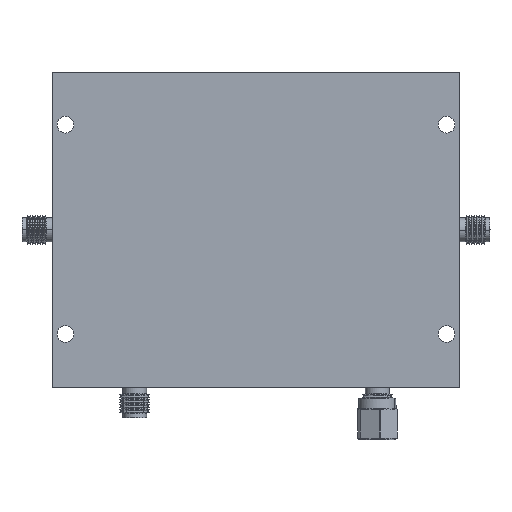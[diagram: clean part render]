
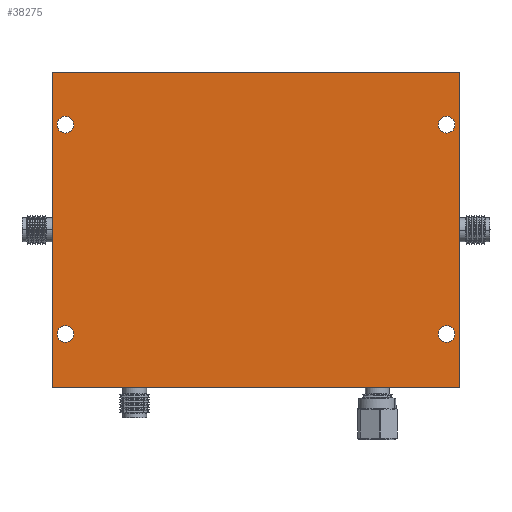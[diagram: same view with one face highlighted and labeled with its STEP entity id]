
A CAD part, front view. The second image highlights one B-rep face of the part: STEP entity #38275.
In plain terms, the highlighted planar face has unit normal (0, -1, 0).
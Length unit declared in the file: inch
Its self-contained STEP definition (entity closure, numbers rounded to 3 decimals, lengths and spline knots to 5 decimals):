
#599 = DIRECTION ( 'NONE',  ( 0., 1., 0. ) ) ;
#1781 = VERTEX_POINT ( 'NONE', #22739 ) ;
#4497 = DIRECTION ( 'NONE',  ( 0., 1., 0. ) ) ;
#4530 = ORIENTED_EDGE ( 'NONE', *, *, #39444, .F. ) ;
#5290 = AXIS2_PLACEMENT_3D ( 'NONE', #13218, #37763, #5886 ) ;
#5617 = CARTESIAN_POINT ( 'NONE',  ( -1.594, 0., 0.95 ) ) ;
#5886 = DIRECTION ( 'NONE',  ( 0., 0., 1. ) ) ;
#6122 = CIRCLE ( 'NONE', #40264, 0.07 ) ;
#6133 = CARTESIAN_POINT ( 'NONE',  ( 1.594, 0., -0.87 ) ) ;
#6224 = CARTESIAN_POINT ( 'NONE',  ( 1.594, 0., -0.94 ) ) ;
#6498 = CARTESIAN_POINT ( 'NONE',  ( -1.594, 0., -0.8 ) ) ;
#6768 = ORIENTED_EDGE ( 'NONE', *, *, #8576, .T. ) ;
#6786 = CARTESIAN_POINT ( 'NONE',  ( -1.594, 0., -0.87 ) ) ;
#6877 = AXIS2_PLACEMENT_3D ( 'NONE', #10565, #17380, #16915 ) ;
#7025 = DIRECTION ( 'NONE',  ( 0., 0., 1. ) ) ;
#7124 = VERTEX_POINT ( 'NONE', #30277 ) ;
#7372 = CARTESIAN_POINT ( 'NONE',  ( -1.705, 0., 1.32 ) ) ;
#7382 = ORIENTED_EDGE ( 'NONE', *, *, #19397, .T. ) ;
#8173 = CARTESIAN_POINT ( 'NONE',  ( -1.705, 0., 1.32 ) ) ;
#8576 = EDGE_CURVE ( 'NONE', #30471, #7124, #44545, .T. ) ;
#8782 = CIRCLE ( 'NONE', #11027, 0.07 ) ;
#8889 = ORIENTED_EDGE ( 'NONE', *, *, #21826, .F. ) ;
#9843 = VERTEX_POINT ( 'NONE', #26991 ) ;
#10565 = CARTESIAN_POINT ( 'NONE',  ( 1.594, 0., 0.88 ) ) ;
#11027 = AXIS2_PLACEMENT_3D ( 'NONE', #6133, #20061, #16624 ) ;
#12217 = EDGE_CURVE ( 'NONE', #30575, #20868, #8782, .T. ) ;
#12469 = DIRECTION ( 'NONE',  ( 0., 0., -1. ) ) ;
#13218 = CARTESIAN_POINT ( 'NONE',  ( -1.594, 0., 0.88 ) ) ;
#13332 = VECTOR ( 'NONE', #37638, 39.37008 ) ;
#13716 = VECTOR ( 'NONE', #12469, 39.37008 ) ;
#13902 = DIRECTION ( 'NONE',  ( 0., 0., 1. ) ) ;
#14682 = ORIENTED_EDGE ( 'NONE', *, *, #42920, .T. ) ;
#15466 = FACE_BOUND ( 'NONE', #32085, .T. ) ;
#16342 = EDGE_LOOP ( 'NONE', ( #37139, #14682 ) ) ;
#16495 = EDGE_CURVE ( 'NONE', #19072, #29238, #27727, .T. ) ;
#16624 = DIRECTION ( 'NONE',  ( 0., 0., 1. ) ) ;
#16915 = DIRECTION ( 'NONE',  ( 0., 0., 1. ) ) ;
#17006 = DIRECTION ( 'NONE',  ( 0., 0., -1. ) ) ;
#17130 = VECTOR ( 'NONE', #30903, 39.37008 ) ;
#17380 = DIRECTION ( 'NONE',  ( 0., 1., 0. ) ) ;
#17585 = LINE ( 'NONE', #23757, #13332 ) ;
#18023 = EDGE_CURVE ( 'NONE', #21847, #37266, #38383, .T. ) ;
#18089 = VERTEX_POINT ( 'NONE', #23879 ) ;
#18228 = CARTESIAN_POINT ( 'NONE',  ( -1.705, 0., -1.32 ) ) ;
#18657 = VECTOR ( 'NONE', #22175, 39.37008 ) ;
#18708 = ORIENTED_EDGE ( 'NONE', *, *, #18023, .T. ) ;
#19072 = VERTEX_POINT ( 'NONE', #18228 ) ;
#19397 = EDGE_CURVE ( 'NONE', #7124, #30471, #38544, .T. ) ;
#19810 = VERTEX_POINT ( 'NONE', #25646 ) ;
#20061 = DIRECTION ( 'NONE',  ( 0., 1., 0. ) ) ;
#20473 = ORIENTED_EDGE ( 'NONE', *, *, #39341, .T. ) ;
#20647 = EDGE_LOOP ( 'NONE', ( #40309, #41811 ) ) ;
#20711 = DIRECTION ( 'NONE',  ( 0., 1., 0. ) ) ;
#20868 = VERTEX_POINT ( 'NONE', #6224 ) ;
#21826 = EDGE_CURVE ( 'NONE', #9843, #19072, #17585, .T. ) ;
#21847 = VERTEX_POINT ( 'NONE', #41952 ) ;
#22048 = CARTESIAN_POINT ( 'NONE',  ( 1.705, 0., 1.32 ) ) ;
#22175 = DIRECTION ( 'NONE',  ( 1., 0., 0. ) ) ;
#22313 = EDGE_CURVE ( 'NONE', #19810, #18089, #22712, .T. ) ;
#22712 = CIRCLE ( 'NONE', #43043, 0.07 ) ;
#22739 = CARTESIAN_POINT ( 'NONE',  ( 1.705, 0., 1.32 ) ) ;
#23113 = CIRCLE ( 'NONE', #44892, 0.07 ) ;
#23724 = AXIS2_PLACEMENT_3D ( 'NONE', #40690, #44551, #17006 ) ;
#23757 = CARTESIAN_POINT ( 'NONE',  ( -1.705, 0., -1.32 ) ) ;
#23867 = FACE_OUTER_BOUND ( 'NONE', #27971, .T. ) ;
#23879 = CARTESIAN_POINT ( 'NONE',  ( 1.594, 0., 0.95 ) ) ;
#24133 = ORIENTED_EDGE ( 'NONE', *, *, #16495, .F. ) ;
#25147 = LINE ( 'NONE', #7372, #18657 ) ;
#25646 = CARTESIAN_POINT ( 'NONE',  ( 1.594, 0., 0.81 ) ) ;
#26549 = CIRCLE ( 'NONE', #6877, 0.07 ) ;
#26598 = DIRECTION ( 'NONE',  ( 0., 0., 1. ) ) ;
#26991 = CARTESIAN_POINT ( 'NONE',  ( 1.705, 0., -1.32 ) ) ;
#27727 = LINE ( 'NONE', #34784, #17130 ) ;
#27971 = EDGE_LOOP ( 'NONE', ( #4530, #39590, #24133, #8889 ) ) ;
#29238 = VERTEX_POINT ( 'NONE', #8173 ) ;
#30272 = PLANE ( 'NONE',  #23724 ) ;
#30277 = CARTESIAN_POINT ( 'NONE',  ( -1.594, 0., 0.81 ) ) ;
#30471 = VERTEX_POINT ( 'NONE', #5617 ) ;
#30501 = FACE_BOUND ( 'NONE', #20647, .T. ) ;
#30575 = VERTEX_POINT ( 'NONE', #38371 ) ;
#30903 = DIRECTION ( 'NONE',  ( 0., 0., 1. ) ) ;
#32085 = EDGE_LOOP ( 'NONE', ( #18708, #20473 ) ) ;
#32309 = DIRECTION ( 'NONE',  ( 0., 0., 1. ) ) ;
#32795 = FACE_BOUND ( 'NONE', #16342, .T. ) ;
#33912 = FACE_BOUND ( 'NONE', #40504, .T. ) ;
#34784 = CARTESIAN_POINT ( 'NONE',  ( -1.705, 0., 1.32 ) ) ;
#35259 = CARTESIAN_POINT ( 'NONE',  ( -1.594, 0., 0.88 ) ) ;
#35497 = DIRECTION ( 'NONE',  ( 0., 1., 0. ) ) ;
#35668 = DIRECTION ( 'NONE',  ( 0., 0., 1. ) ) ;
#35705 = CARTESIAN_POINT ( 'NONE',  ( -1.594, 0., -0.87 ) ) ;
#36817 = CARTESIAN_POINT ( 'NONE',  ( 1.594, 0., 0.88 ) ) ;
#36939 = AXIS2_PLACEMENT_3D ( 'NONE', #6786, #20711, #7025 ) ;
#37000 = EDGE_CURVE ( 'NONE', #20868, #30575, #6122, .T. ) ;
#37139 = ORIENTED_EDGE ( 'NONE', *, *, #22313, .T. ) ;
#37266 = VERTEX_POINT ( 'NONE', #6498 ) ;
#37638 = DIRECTION ( 'NONE',  ( -1., 0., 0. ) ) ;
#37763 = DIRECTION ( 'NONE',  ( 0., 1., 0. ) ) ;
#38275 = ADVANCED_FACE ( 'NONE', ( #32795, #15466, #23867, #30501, #33912 ), #30272, .T. ) ;
#38371 = CARTESIAN_POINT ( 'NONE',  ( 1.594, 0., -0.8 ) ) ;
#38383 = CIRCLE ( 'NONE', #36939, 0.07 ) ;
#38544 = CIRCLE ( 'NONE', #42190, 0.07 ) ;
#39261 = CARTESIAN_POINT ( 'NONE',  ( 1.594, 0., -0.87 ) ) ;
#39341 = EDGE_CURVE ( 'NONE', #37266, #21847, #23113, .T. ) ;
#39444 = EDGE_CURVE ( 'NONE', #1781, #9843, #43405, .T. ) ;
#39590 = ORIENTED_EDGE ( 'NONE', *, *, #44136, .F. ) ;
#40264 = AXIS2_PLACEMENT_3D ( 'NONE', #39261, #599, #35668 ) ;
#40309 = ORIENTED_EDGE ( 'NONE', *, *, #37000, .T. ) ;
#40504 = EDGE_LOOP ( 'NONE', ( #7382, #6768 ) ) ;
#40690 = CARTESIAN_POINT ( 'NONE',  ( 0., 0., 0. ) ) ;
#41811 = ORIENTED_EDGE ( 'NONE', *, *, #12217, .T. ) ;
#41952 = CARTESIAN_POINT ( 'NONE',  ( -1.594, 0., -0.94 ) ) ;
#42190 = AXIS2_PLACEMENT_3D ( 'NONE', #35259, #35497, #13902 ) ;
#42920 = EDGE_CURVE ( 'NONE', #18089, #19810, #26549, .T. ) ;
#43043 = AXIS2_PLACEMENT_3D ( 'NONE', #36817, #43835, #26598 ) ;
#43405 = LINE ( 'NONE', #22048, #13716 ) ;
#43835 = DIRECTION ( 'NONE',  ( 0., 1., 0. ) ) ;
#44136 = EDGE_CURVE ( 'NONE', #29238, #1781, #25147, .T. ) ;
#44545 = CIRCLE ( 'NONE', #5290, 0.07 ) ;
#44551 = DIRECTION ( 'NONE',  ( 0., -1., 0. ) ) ;
#44892 = AXIS2_PLACEMENT_3D ( 'NONE', #35705, #4497, #32309 ) ;
